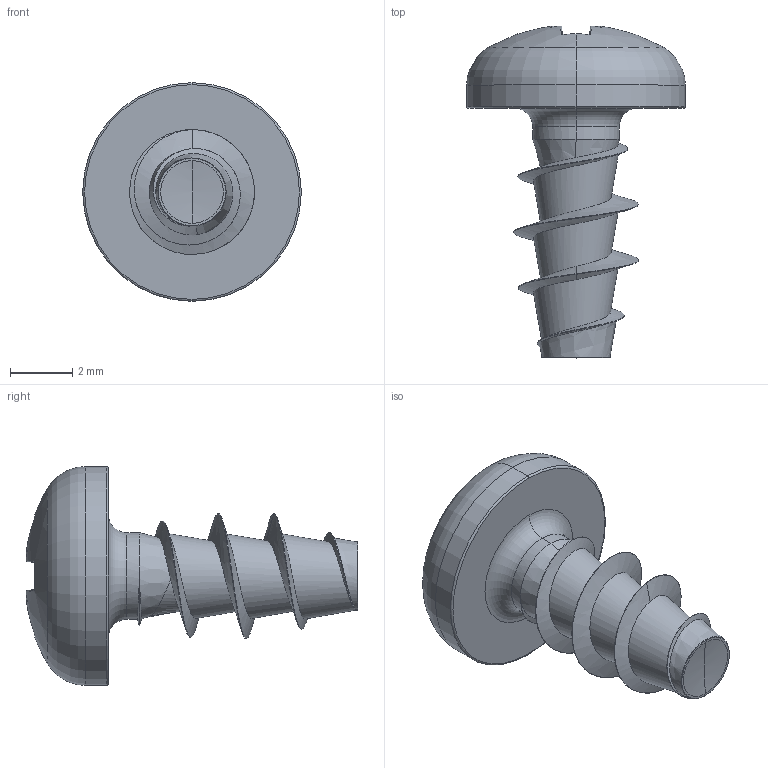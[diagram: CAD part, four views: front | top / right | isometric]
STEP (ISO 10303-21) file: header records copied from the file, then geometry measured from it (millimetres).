
FILE_DESCRIPTION (( 'STEP AP203' ), '1' );
FILE_NAME ('STP22A0400080.STEP', '2017-11-16T18:37:03', ( '' ), ( '' ), 'SwSTEP 2.0', 'SolidWorks 2015', '' );
FILE_SCHEMA (( 'CONFIG_CONTROL_DESIGN' ));
Length unit declared in the file: millimetre
Products named in the file (1): STP22A0400080
Bounding box: 7 x 10.63 x 7 mm (x, y, z)
Volume: 114.4 mm3; surface area: 223.4 mm2
Topology: 1 solids, 1 shells, 164 faces, 382 edges, 220 vertices
Faces by surface type: bspline 52, plane 30, torus 28, cylinder 25, sphere 20, cone 9
Entity records: 11330 total; most frequent: CARTESIAN_POINT 7908, ORIENTED_EDGE 760, DIRECTION 650, EDGE_CURVE 380, AXIS2_PLACEMENT_3D 290, VERTEX_POINT 220, CIRCLE 177, EDGE_LOOP 166
